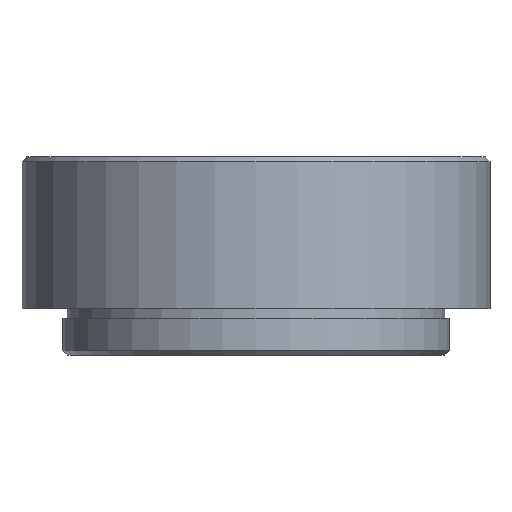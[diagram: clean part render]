
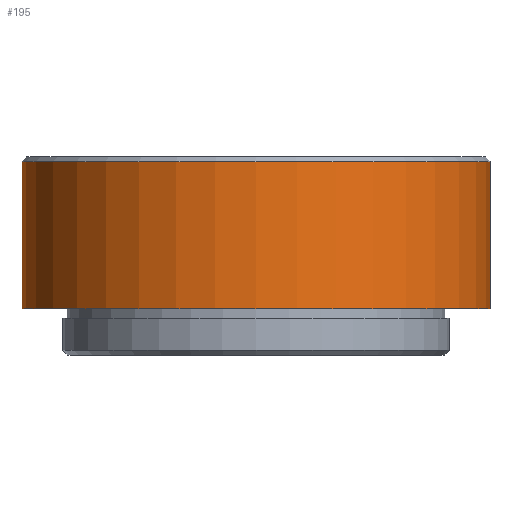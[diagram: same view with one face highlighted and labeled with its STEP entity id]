
A CAD part, front view. The second image highlights one B-rep face of the part: STEP entity #195.
In plain terms, the highlighted cylindrical face has radius 25.4 mm (diameter 50.8 mm), a partial arc.
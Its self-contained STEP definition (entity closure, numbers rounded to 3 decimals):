
#11 = ORIENTED_EDGE ( 'NONE', *, *, #895, .T. ) ;
#93 = ORIENTED_EDGE ( 'NONE', *, *, #141, .F. ) ;
#137 = VERTEX_POINT ( 'NONE', #1630 ) ;
#141 = EDGE_CURVE ( 'NONE', #592, #1549, #913, .T. ) ;
#159 = VERTEX_POINT ( 'NONE', #261 ) ;
#195 = ADVANCED_FACE ( 'NONE', ( #386 ), #789, .T. ) ;
#261 = CARTESIAN_POINT ( 'NONE',  ( 25.4, 0., 21. ) ) ;
#284 = CARTESIAN_POINT ( 'NONE',  ( 0., 0., 5. ) ) ;
#349 = DIRECTION ( 'NONE',  ( 0., 0., -1. ) ) ;
#354 = DIRECTION ( 'NONE',  ( 0., 0., -1. ) ) ;
#386 = FACE_OUTER_BOUND ( 'NONE', #1376, .T. ) ;
#520 = ORIENTED_EDGE ( 'NONE', *, *, #1141, .F. ) ;
#592 = VERTEX_POINT ( 'NONE', #740 ) ;
#641 = DIRECTION ( 'NONE',  ( -1., 0., 0. ) ) ;
#740 = CARTESIAN_POINT ( 'NONE',  ( 25.4, 0., 5. ) ) ;
#745 = CARTESIAN_POINT ( 'NONE',  ( -25.4, 0., 21.5 ) ) ;
#789 = CYLINDRICAL_SURFACE ( 'NONE', #802, 25.4 ) ;
#799 = CARTESIAN_POINT ( 'NONE',  ( 0., 0., 21.5 ) ) ;
#802 = AXIS2_PLACEMENT_3D ( 'NONE', #799, #930, #641 ) ;
#832 = VECTOR ( 'NONE', #354, 1000. ) ;
#882 = CIRCLE ( 'NONE', #1224, 25.4 ) ;
#895 = EDGE_CURVE ( 'NONE', #159, #137, #882, .T. ) ;
#907 = CARTESIAN_POINT ( 'NONE',  ( 25.4, 0., 21.5 ) ) ;
#913 = CIRCLE ( 'NONE', #1132, 25.4 ) ;
#926 = CARTESIAN_POINT ( 'NONE',  ( 0., 0., 21. ) ) ;
#930 = DIRECTION ( 'NONE',  ( 0., 0., -1. ) ) ;
#1059 = DIRECTION ( 'NONE',  ( 0., 0., -1. ) ) ;
#1132 = AXIS2_PLACEMENT_3D ( 'NONE', #284, #1748, #1335 ) ;
#1141 = EDGE_CURVE ( 'NONE', #159, #592, #1540, .T. ) ;
#1154 = LINE ( 'NONE', #745, #1663 ) ;
#1224 = AXIS2_PLACEMENT_3D ( 'NONE', #926, #1059, #1602 ) ;
#1231 = CARTESIAN_POINT ( 'NONE',  ( -25.4, 0., 5. ) ) ;
#1335 = DIRECTION ( 'NONE',  ( -1., 0., 0. ) ) ;
#1376 = EDGE_LOOP ( 'NONE', ( #520, #11, #1458, #93 ) ) ;
#1458 = ORIENTED_EDGE ( 'NONE', *, *, #1658, .T. ) ;
#1540 = LINE ( 'NONE', #907, #832 ) ;
#1549 = VERTEX_POINT ( 'NONE', #1231 ) ;
#1602 = DIRECTION ( 'NONE',  ( 1., 0., 0. ) ) ;
#1630 = CARTESIAN_POINT ( 'NONE',  ( -25.4, 0., 21. ) ) ;
#1658 = EDGE_CURVE ( 'NONE', #137, #1549, #1154, .T. ) ;
#1663 = VECTOR ( 'NONE', #349, 1000. ) ;
#1748 = DIRECTION ( 'NONE',  ( 0., 0., -1. ) ) ;
